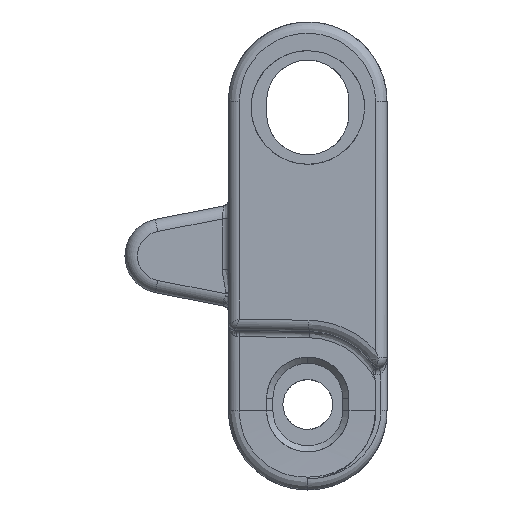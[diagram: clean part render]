
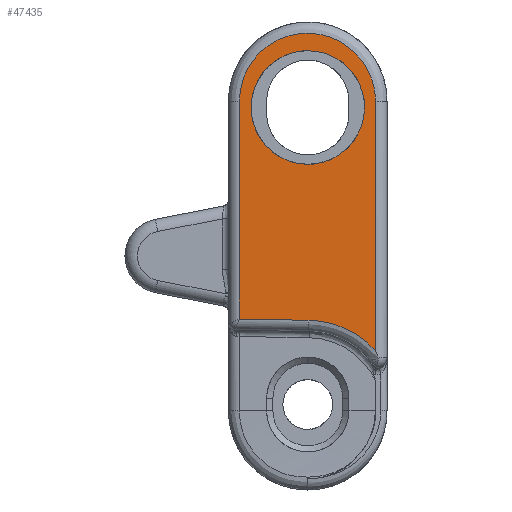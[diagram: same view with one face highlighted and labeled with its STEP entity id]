
A CAD part, left-side view. The second image highlights one B-rep face of the part: STEP entity #47435.
In plain terms, the highlighted planar face has unit normal (-0.999, 0.035, 0).
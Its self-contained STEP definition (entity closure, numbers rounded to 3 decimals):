
#2589 = VECTOR ( 'NONE', #38007, 1000. ) ;
#3206 = CARTESIAN_POINT ( 'NONE',  ( -95.02, -0.869, 12.4 ) ) ;
#3582 = VERTEX_POINT ( 'NONE', #7107 ) ;
#7107 = CARTESIAN_POINT ( 'NONE',  ( -95.211, -6.35, 16.45 ) ) ;
#8478 = LINE ( 'NONE', #23895, #11146 ) ;
#8550 = CARTESIAN_POINT ( 'NONE',  ( -95.4, -11.769, -7.568 ) ) ;
#8879 = EDGE_CURVE ( 'NONE', #3582, #61476, #66127, .T. ) ;
#9274 = ORIENTED_EDGE ( 'NONE', *, *, #21199, .F. ) ;
#9704 = CARTESIAN_POINT ( 'NONE',  ( -94.893, 2.75, 7.35 ) ) ;
#9902 = CARTESIAN_POINT ( 'NONE',  ( -95.4, -11.769, 23.3 ) ) ;
#10171 = CARTESIAN_POINT ( 'NONE',  ( -95.529, -15.45, 16.45 ) ) ;
#10507 = CARTESIAN_POINT ( 'NONE',  ( -95.211, -6.35, 7.35 ) ) ;
#11146 = VECTOR ( 'NONE', #44354, 1000. ) ;
#11623 = CARTESIAN_POINT ( 'NONE',  ( -95.02, -0.869, -5.054 ) ) ;
#17324 = CARTESIAN_POINT ( 'NONE',  ( -95.215, -6.447, -5.151 ) ) ;
#18990 = EDGE_CURVE ( 'NONE', #39015, #62217, #61089, .T. ) ;
#20774 = CARTESIAN_POINT ( 'NONE',  ( -95.433, -12.7, 1. ) ) ;
#21199 = EDGE_CURVE ( 'NONE', #23180, #32183, #8478, .T. ) ;
#23002 = ORIENTED_EDGE ( 'NONE', *, *, #18990, .T. ) ;
#23180 = VERTEX_POINT ( 'NONE', #57377 ) ;
#23895 = CARTESIAN_POINT ( 'NONE',  ( -95.4, -11.769, 18.8 ) ) ;
#24035 = CARTESIAN_POINT ( 'NONE',  ( -95.211, -6.35, 16.45 ) ) ;
#24166 = EDGE_CURVE ( 'NONE', #39757, #62217, #58126, .T. ) ;
#27528 = CARTESIAN_POINT ( 'NONE',  ( -95.211, -6.35, 7.35 ) ) ;
#27587 =( BOUNDED_CURVE ( )  B_SPLINE_CURVE ( 3, ( #49926, #9704, #34193, #55600 ),
 .UNSPECIFIED., .F., .T. ) 
 B_SPLINE_CURVE_WITH_KNOTS ( ( 4, 4 ),
 ( 4.712, 7.854 ),
 .UNSPECIFIED. ) 
 CURVE ( )  GEOMETRIC_REPRESENTATION_ITEM ( )  RATIONAL_B_SPLINE_CURVE ( ( 1., 0.333, 0.333, 1. ) ) 
 REPRESENTATION_ITEM ( '' )  );
#27610 = ORIENTED_EDGE ( 'NONE', *, *, #41850, .F. ) ;
#30365 = CARTESIAN_POINT ( 'NONE',  ( -95.4, -11.769, 12.4 ) ) ;
#32183 = VERTEX_POINT ( 'NONE', #8550 ) ;
#34193 = CARTESIAN_POINT ( 'NONE',  ( -94.893, 2.75, 16.45 ) ) ;
#35194 = FACE_OUTER_BOUND ( 'NONE', #53818, .T. ) ;
#35411 = ORIENTED_EDGE ( 'NONE', *, *, #38715, .T. ) ;
#36188 = PLANE ( 'NONE',  #59608 ) ;
#36837 = DIRECTION ( 'NONE',  ( -0.035, -0.999, 0. ) ) ;
#38007 = DIRECTION ( 'NONE',  ( 0.035, 0.999, 0.017 ) ) ;
#38435 = CARTESIAN_POINT ( 'NONE',  ( -95.287, -8.508, -5.187 ) ) ;
#38715 = EDGE_CURVE ( 'NONE', #61476, #3582, #27587, .T. ) ;
#39015 = VERTEX_POINT ( 'NONE', #3206 ) ;
#39614 = ORIENTED_EDGE ( 'NONE', *, *, #8879, .T. ) ;
#39757 = VERTEX_POINT ( 'NONE', #41872 ) ;
#41850 = EDGE_CURVE ( 'NONE', #39015, #23180, #66148, .T. ) ;
#41872 = CARTESIAN_POINT ( 'NONE',  ( -95.215, -6.447, -5.151 ) ) ;
#43153 =( BOUNDED_CURVE ( )  B_SPLINE_CURVE ( 3, ( #63237, #63904, #38435, #17324 ),
 .UNSPECIFIED., .F., .T. ) 
 B_SPLINE_CURVE_WITH_KNOTS ( ( 4, 4 ),
 ( 3.877, 4.695 ),
 .UNSPECIFIED. ) 
 CURVE ( )  GEOMETRIC_REPRESENTATION_ITEM ( )  RATIONAL_B_SPLINE_CURVE ( ( 1., 0.945, 0.945, 1. ) ) 
 REPRESENTATION_ITEM ( '' )  );
#44354 = DIRECTION ( 'NONE',  ( 0., 0., -1. ) ) ;
#46000 = DIRECTION ( 'NONE',  ( 0., 0., -1. ) ) ;
#47435 = ADVANCED_FACE ( 'NONE', ( #35194, #66031 ), #36188, .T. ) ;
#48457 = EDGE_CURVE ( 'NONE', #32183, #39757, #43153, .T. ) ;
#49926 = CARTESIAN_POINT ( 'NONE',  ( -95.211, -6.35, 7.35 ) ) ;
#50619 = VECTOR ( 'NONE', #46000, 1000. ) ;
#51062 = CARTESIAN_POINT ( 'NONE',  ( -95.529, -15.45, 7.35 ) ) ;
#52770 = CARTESIAN_POINT ( 'NONE',  ( -95.429, -12.591, -5.258 ) ) ;
#53818 = EDGE_LOOP ( 'NONE', ( #23002, #65613, #62069, #9274, #27610 ) ) ;
#55001 = CARTESIAN_POINT ( 'NONE',  ( -95.02, -0.869, 18.8 ) ) ;
#55150 = CARTESIAN_POINT ( 'NONE',  ( -95.02, -0.869, 12.4 ) ) ;
#55600 = CARTESIAN_POINT ( 'NONE',  ( -95.211, -6.35, 16.45 ) ) ;
#57273 = DIRECTION ( 'NONE',  ( -0.999, 0.035, 0. ) ) ;
#57377 = CARTESIAN_POINT ( 'NONE',  ( -95.4, -11.769, 12.4 ) ) ;
#57754 = EDGE_LOOP ( 'NONE', ( #35411, #39614 ) ) ;
#58126 = LINE ( 'NONE', #52770, #2589 ) ;
#59608 = AXIS2_PLACEMENT_3D ( 'NONE', #20774, #57273, #36837 ) ;
#61089 = LINE ( 'NONE', #55001, #50619 ) ;
#61476 = VERTEX_POINT ( 'NONE', #27528 ) ;
#62069 = ORIENTED_EDGE ( 'NONE', *, *, #48457, .F. ) ;
#62217 = VERTEX_POINT ( 'NONE', #11623 ) ;
#63237 = CARTESIAN_POINT ( 'NONE',  ( -95.4, -11.769, -7.568 ) ) ;
#63904 = CARTESIAN_POINT ( 'NONE',  ( -95.352, -10.385, -6.04 ) ) ;
#65613 = ORIENTED_EDGE ( 'NONE', *, *, #24166, .F. ) ;
#66031 = FACE_BOUND ( 'NONE', #57754, .T. ) ;
#66127 =( BOUNDED_CURVE ( )  B_SPLINE_CURVE ( 3, ( #24035, #10171, #51062, #10507 ),
 .UNSPECIFIED., .F., .F. ) 
 B_SPLINE_CURVE_WITH_KNOTS ( ( 4, 4 ),
 ( 1.571, 4.712 ),
 .UNSPECIFIED. ) 
 CURVE ( )  GEOMETRIC_REPRESENTATION_ITEM ( )  RATIONAL_B_SPLINE_CURVE ( ( 1., 0.333, 0.333, 1. ) ) 
 REPRESENTATION_ITEM ( '' )  );
#66148 =( BOUNDED_CURVE ( )  B_SPLINE_CURVE ( 3, ( #55150, #66227, #9902, #30365 ),
 .UNSPECIFIED., .F., .T. ) 
 B_SPLINE_CURVE_WITH_KNOTS ( ( 4, 4 ),
 ( 0., 3.142 ),
 .UNSPECIFIED. ) 
 CURVE ( )  GEOMETRIC_REPRESENTATION_ITEM ( )  RATIONAL_B_SPLINE_CURVE ( ( 1., 0.333, 0.333, 1. ) ) 
 REPRESENTATION_ITEM ( '' )  );
#66227 = CARTESIAN_POINT ( 'NONE',  ( -95.02, -0.869, 23.3 ) ) ;
